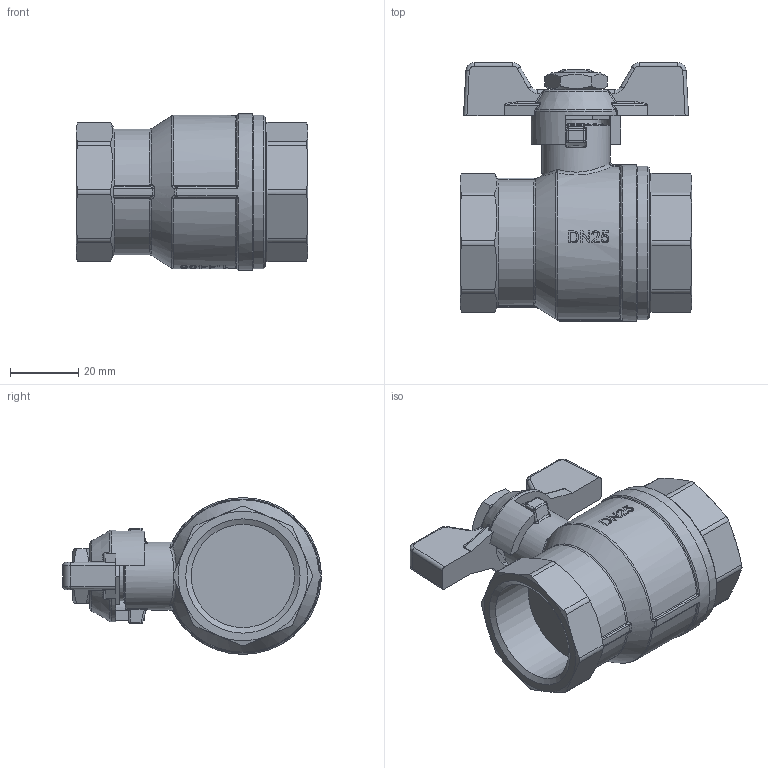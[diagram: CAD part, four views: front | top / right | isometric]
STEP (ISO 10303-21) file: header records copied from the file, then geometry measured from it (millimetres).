
FILE_DESCRIPTION (( 'STEP AP214' ), '1' );
FILE_NAME ('DVGW-K2-100-WF0-4 Kugelhahn FG 2205.STEP', '2022-05-03T09:21:05', ( '' ), ( '' ), 'SwSTEP 2.0', 'SolidWorks 2019', '' );
FILE_SCHEMA (( 'AUTOMOTIVE_DESIGN' ));
Length unit declared in the file: millimetre
Products named in the file (1): DVGW-K2-100-WF0-4 Kugelhahn FG 2205
Bounding box: 68 x 75.86 x 46 mm (x, y, z)
Volume: 85404 mm3; surface area: 20262.2 mm2
Topology: 1 solids, 1 shells, 555 faces, 1379 edges, 832 vertices
Faces by surface type: bspline 175, plane 154, cylinder 140, cone 39, torus 31, sphere 16
Full cylindrical faces by diameter (mm): 14.6 x2, 16 x1, 20 x1, 21 x1, 30.291 x2, 45 x1, 46 x1
Entity records: 24783 total; most frequent: CARTESIAN_POINT 11530, ORIENTED_EDGE 2650, DIRECTION 1757, EDGE_CURVE 1325, VERTEX_POINT 822, AXIS2_PLACEMENT_3D 641, EDGE_LOOP 605, FACE_OUTER_BOUND 564
